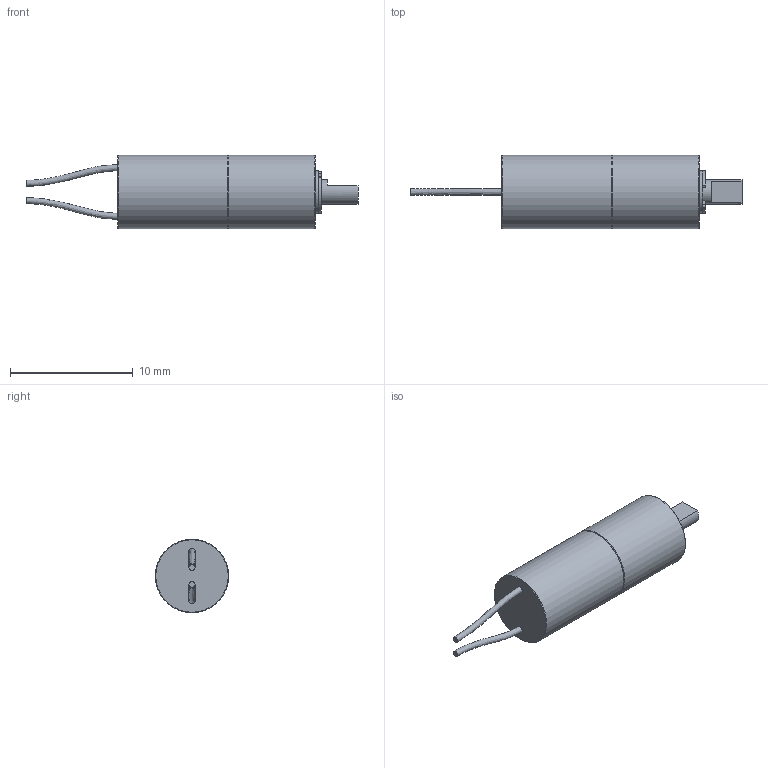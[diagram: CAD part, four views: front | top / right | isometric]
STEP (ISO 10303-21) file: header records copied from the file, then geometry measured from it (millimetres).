
FILE_DESCRIPTION (( 'STEP AP214' ), '1' );
FILE_NAME ('sub-micro_gearmotor-26.STEP', '2015-06-03T00:23:48', ( '' ), ( '' ), 'SwSTEP 2.0', 'SolidWorks 2014', '' );
FILE_SCHEMA (( 'AUTOMOTIVE_DESIGN' ));
Length unit declared in the file: millimetre
Products named in the file (1): sub-micro_gearmotor-26
Bounding box: 27.07 x 6 x 6 mm (x, y, z)
Volume: 470.5 mm3; surface area: 418.9 mm2
Topology: 1 solids, 1 shells, 35 faces, 90 edges, 59 vertices
Faces by surface type: plane 16, cylinder 13, torus 4, bspline 2
Full cylindrical faces by diameter (mm): 2 x1, 3.5 x1, 6 x2
Entity records: 1509 total; most frequent: CARTESIAN_POINT 274, DIRECTION 182, ORIENTED_EDGE 148, AXIS2_PLACEMENT_3D 74, EDGE_CURVE 74, VERTEX_POINT 54, EDGE_LOOP 52, FACE_OUTER_BOUND 45
